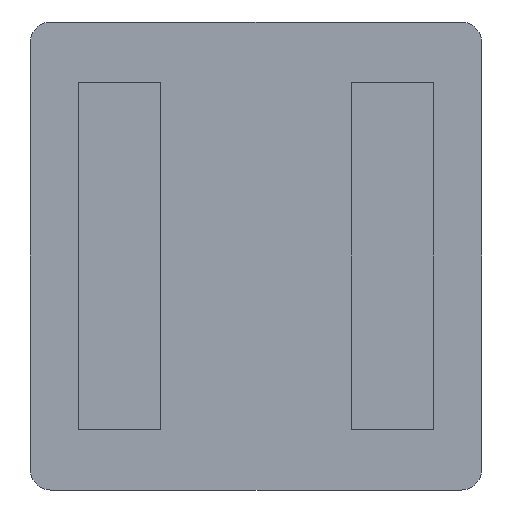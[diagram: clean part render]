
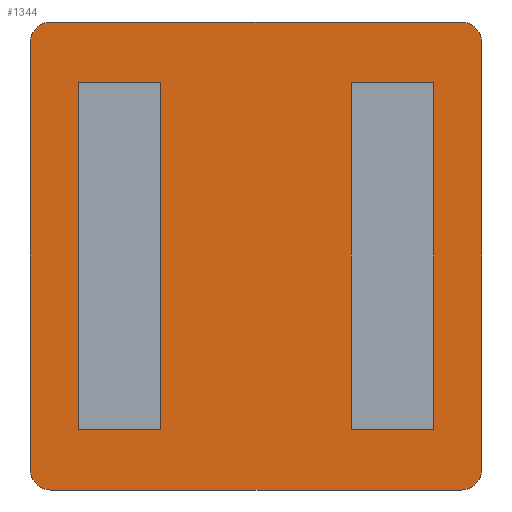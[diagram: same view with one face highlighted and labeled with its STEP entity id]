
A CAD part, front view. The second image highlights one B-rep face of the part: STEP entity #1344.
In plain terms, the highlighted planar face has unit normal (0, -1, 0).
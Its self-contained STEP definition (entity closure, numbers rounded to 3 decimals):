
#1 = CARTESIAN_POINT ( 'NONE',  ( 2.74, 0., 2.59 ) ) ;
#32 = DIRECTION ( 'NONE',  ( 0., 0., 1. ) ) ;
#73 = VERTEX_POINT ( 'NONE', #1904 ) ;
#101 = VERTEX_POINT ( 'NONE', #232 ) ;
#119 = DIRECTION ( 'NONE',  ( 0., 1., 0. ) ) ;
#151 = VERTEX_POINT ( 'NONE', #825 ) ;
#154 = DIRECTION ( 'NONE',  ( 0., 0., -1. ) ) ;
#176 = DIRECTION ( 'NONE',  ( 1., 0., 0. ) ) ;
#184 = EDGE_LOOP ( 'NONE', ( #272, #312, #875, #607, #912, #2348, #2019, #2427 ) ) ;
#223 = EDGE_CURVE ( 'NONE', #802, #948, #437, .T. ) ;
#229 = EDGE_CURVE ( 'NONE', #669, #2285, #551, .T. ) ;
#232 = CARTESIAN_POINT ( 'NONE',  ( -2.49, 0., 2.84 ) ) ;
#268 = FACE_BOUND ( 'NONE', #1035, .T. ) ;
#272 = ORIENTED_EDGE ( 'NONE', *, *, #1733, .F. ) ;
#285 = CARTESIAN_POINT ( 'NONE',  ( 2.155, 0., 2.1 ) ) ;
#312 = ORIENTED_EDGE ( 'NONE', *, *, #2695, .T. ) ;
#325 = DIRECTION ( 'NONE',  ( -1., 0., 0. ) ) ;
#334 = VECTOR ( 'NONE', #1348, 1000. ) ;
#345 = VERTEX_POINT ( 'NONE', #717 ) ;
#352 = CARTESIAN_POINT ( 'NONE',  ( -2.155, 0., 2.84 ) ) ;
#399 = LINE ( 'NONE', #449, #334 ) ;
#407 = VERTEX_POINT ( 'NONE', #285 ) ;
#408 = CARTESIAN_POINT ( 'NONE',  ( -2.74, 0., -2.84 ) ) ;
#423 = LINE ( 'NONE', #2458, #869 ) ;
#425 = VECTOR ( 'NONE', #1053, 1000. ) ;
#434 = AXIS2_PLACEMENT_3D ( 'NONE', #2641, #1370, #154 ) ;
#437 = LINE ( 'NONE', #408, #425 ) ;
#438 = EDGE_CURVE ( 'NONE', #988, #640, #1095, .T. ) ;
#446 = DIRECTION ( 'NONE',  ( 0., 1., 0. ) ) ;
#449 = CARTESIAN_POINT ( 'NONE',  ( 2.74, 0., 2.1 ) ) ;
#516 = VECTOR ( 'NONE', #1839, 1000. ) ;
#547 = LINE ( 'NONE', #1749, #1070 ) ;
#551 = LINE ( 'NONE', #2545, #516 ) ;
#569 = DIRECTION ( 'NONE',  ( -1., 0., 0. ) ) ;
#587 = EDGE_LOOP ( 'NONE', ( #1909, #1810, #955, #2522 ) ) ;
#597 = CARTESIAN_POINT ( 'NONE',  ( -2.74, 0., -2.59 ) ) ;
#607 = ORIENTED_EDGE ( 'NONE', *, *, #794, .T. ) ;
#610 = VERTEX_POINT ( 'NONE', #2645 ) ;
#640 = VERTEX_POINT ( 'NONE', #910 ) ;
#669 = VERTEX_POINT ( 'NONE', #1970 ) ;
#675 = CARTESIAN_POINT ( 'NONE',  ( 2.74, 0., -2.1 ) ) ;
#703 = CARTESIAN_POINT ( 'NONE',  ( -2.155, 0., -2.1 ) ) ;
#717 = CARTESIAN_POINT ( 'NONE',  ( -1.155, 0., 2.1 ) ) ;
#740 = CARTESIAN_POINT ( 'NONE',  ( 1.155, 0., 2.1 ) ) ;
#789 = CARTESIAN_POINT ( 'NONE',  ( -2.74, 0., 2.59 ) ) ;
#794 = EDGE_CURVE ( 'NONE', #610, #2489, #1830, .T. ) ;
#802 = VERTEX_POINT ( 'NONE', #789 ) ;
#820 = VERTEX_POINT ( 'NONE', #740 ) ;
#825 = CARTESIAN_POINT ( 'NONE',  ( 2.49, 0., -2.84 ) ) ;
#836 = EDGE_CURVE ( 'NONE', #820, #669, #1953, .T. ) ;
#844 = CIRCLE ( 'NONE', #2011, 0.25 ) ;
#859 = DIRECTION ( 'NONE',  ( 0., 1., 0. ) ) ;
#869 = VECTOR ( 'NONE', #2671, 1000. ) ;
#875 = ORIENTED_EDGE ( 'NONE', *, *, #1272, .F. ) ;
#899 = AXIS2_PLACEMENT_3D ( 'NONE', #1677, #446, #1884 ) ;
#910 = CARTESIAN_POINT ( 'NONE',  ( -1.155, 0., -2.1 ) ) ;
#912 = ORIENTED_EDGE ( 'NONE', *, *, #1236, .F. ) ;
#939 = CARTESIAN_POINT ( 'NONE',  ( -2.155, 0., 2.1 ) ) ;
#948 = VERTEX_POINT ( 'NONE', #597 ) ;
#955 = ORIENTED_EDGE ( 'NONE', *, *, #1414, .F. ) ;
#988 = VERTEX_POINT ( 'NONE', #703 ) ;
#1035 = EDGE_LOOP ( 'NONE', ( #1621, #2578, #2377, #1461 ) ) ;
#1053 = DIRECTION ( 'NONE',  ( 0., 0., -1. ) ) ;
#1055 = CARTESIAN_POINT ( 'NONE',  ( 2.74, 0., -2.84 ) ) ;
#1070 = VECTOR ( 'NONE', #325, 1000. ) ;
#1075 = VERTEX_POINT ( 'NONE', #2198 ) ;
#1095 = LINE ( 'NONE', #675, #2554 ) ;
#1186 = LINE ( 'NONE', #2021, #1313 ) ;
#1227 = EDGE_CURVE ( 'NONE', #345, #1944, #399, .T. ) ;
#1231 = CARTESIAN_POINT ( 'NONE',  ( 2.155, 0., 2.84 ) ) ;
#1236 = EDGE_CURVE ( 'NONE', #1075, #2489, #844, .T. ) ;
#1272 = EDGE_CURVE ( 'NONE', #610, #151, #1900, .T. ) ;
#1306 = VECTOR ( 'NONE', #1339, 1000. ) ;
#1313 = VECTOR ( 'NONE', #176, 1000. ) ;
#1331 = CARTESIAN_POINT ( 'NONE',  ( 2.74, 0., 2.84 ) ) ;
#1339 = DIRECTION ( 'NONE',  ( 0., 0., -1. ) ) ;
#1344 = ADVANCED_FACE ( 'NONE', ( #1847, #1976, #268 ), #1959, .F. ) ;
#1348 = DIRECTION ( 'NONE',  ( -1., 0., 0. ) ) ;
#1358 = EDGE_CURVE ( 'NONE', #1075, #101, #547, .T. ) ;
#1370 = DIRECTION ( 'NONE',  ( 0., 1., 0. ) ) ;
#1399 = AXIS2_PLACEMENT_3D ( 'NONE', #1331, #119, #1552 ) ;
#1414 = EDGE_CURVE ( 'NONE', #1944, #988, #2652, .T. ) ;
#1432 = EDGE_CURVE ( 'NONE', #802, #101, #2455, .T. ) ;
#1449 = LINE ( 'NONE', #1805, #2566 ) ;
#1461 = ORIENTED_EDGE ( 'NONE', *, *, #1969, .F. ) ;
#1552 = DIRECTION ( 'NONE',  ( 0., 0., 1. ) ) ;
#1575 = CARTESIAN_POINT ( 'NONE',  ( 1.155, 0., 2.84 ) ) ;
#1612 = EDGE_CURVE ( 'NONE', #2285, #407, #2684, .T. ) ;
#1621 = ORIENTED_EDGE ( 'NONE', *, *, #1612, .F. ) ;
#1677 = CARTESIAN_POINT ( 'NONE',  ( -2.49, 0., -2.59 ) ) ;
#1721 = CARTESIAN_POINT ( 'NONE',  ( 2.155, 0., -2.1 ) ) ;
#1733 = EDGE_CURVE ( 'NONE', #73, #948, #2048, .T. ) ;
#1749 = CARTESIAN_POINT ( 'NONE',  ( -2.74, 0., 2.84 ) ) ;
#1805 = CARTESIAN_POINT ( 'NONE',  ( 2.74, 0., 2.1 ) ) ;
#1810 = ORIENTED_EDGE ( 'NONE', *, *, #438, .F. ) ;
#1811 = CARTESIAN_POINT ( 'NONE',  ( 2.49, 0., 2.59 ) ) ;
#1830 = LINE ( 'NONE', #1055, #1996 ) ;
#1839 = DIRECTION ( 'NONE',  ( 1., 0., 0. ) ) ;
#1847 = FACE_BOUND ( 'NONE', #587, .T. ) ;
#1884 = DIRECTION ( 'NONE',  ( 0., 0., -1. ) ) ;
#1900 = CIRCLE ( 'NONE', #2527, 0.25 ) ;
#1904 = CARTESIAN_POINT ( 'NONE',  ( -2.49, 0., -2.84 ) ) ;
#1909 = ORIENTED_EDGE ( 'NONE', *, *, #1999, .F. ) ;
#1944 = VERTEX_POINT ( 'NONE', #939 ) ;
#1952 = DIRECTION ( 'NONE',  ( 1., 0., 0. ) ) ;
#1953 = LINE ( 'NONE', #1575, #2528 ) ;
#1959 = PLANE ( 'NONE',  #1399 ) ;
#1969 = EDGE_CURVE ( 'NONE', #407, #820, #1449, .T. ) ;
#1970 = CARTESIAN_POINT ( 'NONE',  ( 1.155, 0., -2.1 ) ) ;
#1976 = FACE_OUTER_BOUND ( 'NONE', #184, .T. ) ;
#1996 = VECTOR ( 'NONE', #2258, 1000. ) ;
#1999 = EDGE_CURVE ( 'NONE', #640, #345, #423, .T. ) ;
#2011 = AXIS2_PLACEMENT_3D ( 'NONE', #1811, #2192, #2246 ) ;
#2019 = ORIENTED_EDGE ( 'NONE', *, *, #1432, .F. ) ;
#2021 = CARTESIAN_POINT ( 'NONE',  ( -2.74, 0., -2.84 ) ) ;
#2048 = CIRCLE ( 'NONE', #899, 0.25 ) ;
#2129 = CARTESIAN_POINT ( 'NONE',  ( 2.49, 0., -2.59 ) ) ;
#2168 = VECTOR ( 'NONE', #32, 1000. ) ;
#2192 = DIRECTION ( 'NONE',  ( 0., 1., 0. ) ) ;
#2198 = CARTESIAN_POINT ( 'NONE',  ( 2.49, 0., 2.84 ) ) ;
#2246 = DIRECTION ( 'NONE',  ( 0., 0., -1. ) ) ;
#2258 = DIRECTION ( 'NONE',  ( 0., 0., 1. ) ) ;
#2285 = VERTEX_POINT ( 'NONE', #1721 ) ;
#2348 = ORIENTED_EDGE ( 'NONE', *, *, #1358, .T. ) ;
#2351 = DIRECTION ( 'NONE',  ( 0., 0., -1. ) ) ;
#2377 = ORIENTED_EDGE ( 'NONE', *, *, #836, .F. ) ;
#2427 = ORIENTED_EDGE ( 'NONE', *, *, #223, .T. ) ;
#2441 = DIRECTION ( 'NONE',  ( 0., 0., -1. ) ) ;
#2455 = CIRCLE ( 'NONE', #434, 0.25 ) ;
#2458 = CARTESIAN_POINT ( 'NONE',  ( -1.155, 0., 2.84 ) ) ;
#2489 = VERTEX_POINT ( 'NONE', #1 ) ;
#2522 = ORIENTED_EDGE ( 'NONE', *, *, #1227, .F. ) ;
#2527 = AXIS2_PLACEMENT_3D ( 'NONE', #2129, #859, #2351 ) ;
#2528 = VECTOR ( 'NONE', #2441, 1000. ) ;
#2545 = CARTESIAN_POINT ( 'NONE',  ( 2.74, 0., -2.1 ) ) ;
#2554 = VECTOR ( 'NONE', #1952, 1000. ) ;
#2566 = VECTOR ( 'NONE', #569, 1000. ) ;
#2578 = ORIENTED_EDGE ( 'NONE', *, *, #229, .F. ) ;
#2641 = CARTESIAN_POINT ( 'NONE',  ( -2.49, 0., 2.59 ) ) ;
#2645 = CARTESIAN_POINT ( 'NONE',  ( 2.74, 0., -2.59 ) ) ;
#2652 = LINE ( 'NONE', #352, #1306 ) ;
#2671 = DIRECTION ( 'NONE',  ( 0., 0., 1. ) ) ;
#2684 = LINE ( 'NONE', #1231, #2168 ) ;
#2695 = EDGE_CURVE ( 'NONE', #73, #151, #1186, .T. ) ;
